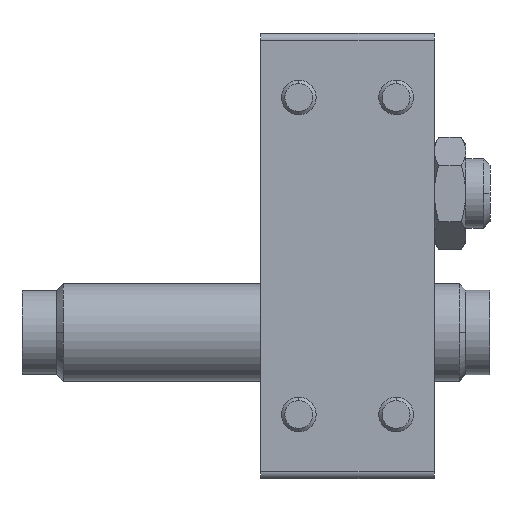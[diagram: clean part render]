
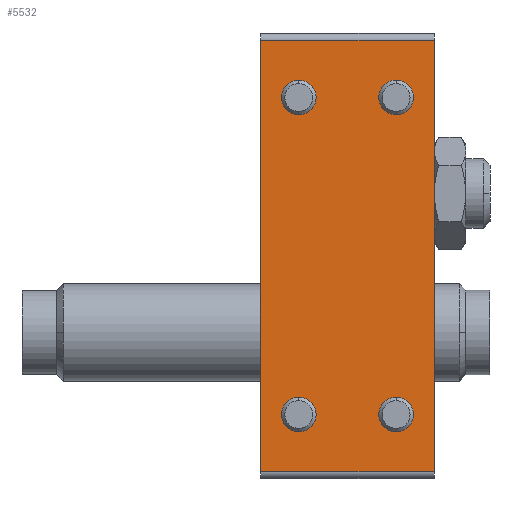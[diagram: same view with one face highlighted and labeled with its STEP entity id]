
A CAD part, front view. The second image highlights one B-rep face of the part: STEP entity #5532.
In plain terms, the highlighted planar face has unit normal (0, -1, 0).
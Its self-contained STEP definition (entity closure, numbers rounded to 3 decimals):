
#60 = CIRCLE ( 'NONE', #613, 2.5 ) ;
#69 = DIRECTION ( 'NONE',  ( -1., 0., 0. ) ) ;
#87 = DIRECTION ( 'NONE',  ( 0., 0., 1. ) ) ;
#98 = CARTESIAN_POINT ( 'NONE',  ( -25., 47., 31. ) ) ;
#176 = DIRECTION ( 'NONE',  ( 0., 1., 0. ) ) ;
#183 = EDGE_LOOP ( 'NONE', ( #1059, #1935 ) ) ;
#288 = CARTESIAN_POINT ( 'NONE',  ( -5.5, 47., 22.8 ) ) ;
#296 = AXIS2_PLACEMENT_3D ( 'NONE', #1306, #1272, #1256 ) ;
#298 = VECTOR ( 'NONE', #2969, 1000. ) ;
#348 = DIRECTION ( 'NONE',  ( 0., 0., -1. ) ) ;
#398 = DIRECTION ( 'NONE',  ( 0., -1., 0. ) ) ;
#431 = CARTESIAN_POINT ( 'NONE',  ( -25., 47., 31. ) ) ;
#482 = VERTEX_POINT ( 'NONE', #1111 ) ;
#521 = CIRCLE ( 'NONE', #296, 2.5 ) ;
#525 = EDGE_LOOP ( 'NONE', ( #2726, #3856 ) ) ;
#537 = VERTEX_POINT ( 'NONE', #1605 ) ;
#563 = DIRECTION ( 'NONE',  ( 0., 0., 1. ) ) ;
#613 = AXIS2_PLACEMENT_3D ( 'NONE', #3161, #3137, #3124 ) ;
#621 = DIRECTION ( 'NONE',  ( 0., 1., 0. ) ) ;
#626 = CARTESIAN_POINT ( 'NONE',  ( -19.5, 47., 22.8 ) ) ;
#643 = AXIS2_PLACEMENT_3D ( 'NONE', #4132, #4129, #4115 ) ;
#664 = PLANE ( 'NONE',  #5116 ) ;
#699 = CARTESIAN_POINT ( 'NONE',  ( -25., 47., 31. ) ) ;
#860 = DIRECTION ( 'NONE',  ( 1., 0., 0. ) ) ;
#971 = VECTOR ( 'NONE', #2953, 1000. ) ;
#1059 = ORIENTED_EDGE ( 'NONE', *, *, #1722, .T. ) ;
#1111 = CARTESIAN_POINT ( 'NONE',  ( -19.5, 47., -20.3 ) ) ;
#1121 = LINE ( 'NONE', #3225, #4334 ) ;
#1188 = FACE_BOUND ( 'NONE', #525, .T. ) ;
#1256 = DIRECTION ( 'NONE',  ( 0., 0., 1. ) ) ;
#1272 = DIRECTION ( 'NONE',  ( 0., 1., 0. ) ) ;
#1287 = AXIS2_PLACEMENT_3D ( 'NONE', #3779, #3726, #3719 ) ;
#1306 = CARTESIAN_POINT ( 'NONE',  ( -5.5, 47., -22.8 ) ) ;
#1363 = VERTEX_POINT ( 'NONE', #1625 ) ;
#1432 = CARTESIAN_POINT ( 'NONE',  ( 0., 47., 31. ) ) ;
#1438 = CIRCLE ( 'NONE', #643, 2.5 ) ;
#1493 = AXIS2_PLACEMENT_3D ( 'NONE', #2656, #3572, #3589 ) ;
#1605 = CARTESIAN_POINT ( 'NONE',  ( -5.5, 47., 25.3 ) ) ;
#1625 = CARTESIAN_POINT ( 'NONE',  ( -19.5, 47., 20.3 ) ) ;
#1710 = CARTESIAN_POINT ( 'NONE',  ( -5.5, 47., 20.3 ) ) ;
#1722 = EDGE_CURVE ( 'NONE', #2202, #2675, #4704, .T. ) ;
#1899 = VERTEX_POINT ( 'NONE', #5375 ) ;
#1935 = ORIENTED_EDGE ( 'NONE', *, *, #2764, .T. ) ;
#2070 = DIRECTION ( 'NONE',  ( 0., 0., 1. ) ) ;
#2095 = DIRECTION ( 'NONE',  ( 0., 1., 0. ) ) ;
#2108 = CARTESIAN_POINT ( 'NONE',  ( -19.5, 47., -22.8 ) ) ;
#2134 = LINE ( 'NONE', #2513, #971 ) ;
#2189 = EDGE_CURVE ( 'NONE', #482, #3669, #1438, .T. ) ;
#2194 = CIRCLE ( 'NONE', #2444, 2.5 ) ;
#2196 = FACE_BOUND ( 'NONE', #3401, .T. ) ;
#2202 = VERTEX_POINT ( 'NONE', #4373 ) ;
#2255 = EDGE_CURVE ( 'NONE', #1363, #2469, #3659, .T. ) ;
#2306 = CIRCLE ( 'NONE', #5580, 2.5 ) ;
#2329 = FACE_BOUND ( 'NONE', #183, .T. ) ;
#2368 = EDGE_CURVE ( 'NONE', #3888, #537, #60, .T. ) ;
#2444 = AXIS2_PLACEMENT_3D ( 'NONE', #2108, #2095, #2070 ) ;
#2469 = VERTEX_POINT ( 'NONE', #2947 ) ;
#2485 = AXIS2_PLACEMENT_3D ( 'NONE', #626, #621, #563 ) ;
#2513 = CARTESIAN_POINT ( 'NONE',  ( -25., 47., 31. ) ) ;
#2539 = ORIENTED_EDGE ( 'NONE', *, *, #4047, .T. ) ;
#2573 = LINE ( 'NONE', #2985, #298 ) ;
#2583 = EDGE_CURVE ( 'NONE', #3669, #482, #2194, .T. ) ;
#2656 = CARTESIAN_POINT ( 'NONE',  ( -5.5, 47., -22.8 ) ) ;
#2675 = VERTEX_POINT ( 'NONE', #4969 ) ;
#2726 = ORIENTED_EDGE ( 'NONE', *, *, #5183, .T. ) ;
#2727 = VERTEX_POINT ( 'NONE', #1432 ) ;
#2764 = EDGE_CURVE ( 'NONE', #2675, #2202, #521, .T. ) ;
#2790 = ORIENTED_EDGE ( 'NONE', *, *, #2837, .T. ) ;
#2837 = EDGE_CURVE ( 'NONE', #2469, #1363, #4571, .T. ) ;
#2947 = CARTESIAN_POINT ( 'NONE',  ( -19.5, 47., 25.3 ) ) ;
#2953 = DIRECTION ( 'NONE',  ( 0., 0., -1. ) ) ;
#2969 = DIRECTION ( 'NONE',  ( 0., 0., 1. ) ) ;
#2985 = CARTESIAN_POINT ( 'NONE',  ( 0., 47., 31. ) ) ;
#3065 = EDGE_LOOP ( 'NONE', ( #4016, #2539, #3470, #3820 ) ) ;
#3066 = EDGE_CURVE ( 'NONE', #1899, #2727, #2573, .T. ) ;
#3105 = VECTOR ( 'NONE', #69, 1000. ) ;
#3124 = DIRECTION ( 'NONE',  ( 0., 0., 1. ) ) ;
#3137 = DIRECTION ( 'NONE',  ( 0., 1., 0. ) ) ;
#3161 = CARTESIAN_POINT ( 'NONE',  ( -5.5, 47., 22.8 ) ) ;
#3225 = CARTESIAN_POINT ( 'NONE',  ( -25., 47., -31. ) ) ;
#3287 = ORIENTED_EDGE ( 'NONE', *, *, #2583, .T. ) ;
#3288 = VERTEX_POINT ( 'NONE', #3580 ) ;
#3395 = FACE_OUTER_BOUND ( 'NONE', #3065, .T. ) ;
#3401 = EDGE_LOOP ( 'NONE', ( #5036, #3287 ) ) ;
#3470 = ORIENTED_EDGE ( 'NONE', *, *, #3066, .T. ) ;
#3569 = EDGE_CURVE ( 'NONE', #2727, #5522, #5409, .T. ) ;
#3572 = DIRECTION ( 'NONE',  ( 0., 1., 0. ) ) ;
#3580 = CARTESIAN_POINT ( 'NONE',  ( -25., 47., -31. ) ) ;
#3589 = DIRECTION ( 'NONE',  ( 0., 0., 1. ) ) ;
#3659 = CIRCLE ( 'NONE', #1287, 2.5 ) ;
#3669 = VERTEX_POINT ( 'NONE', #3811 ) ;
#3719 = DIRECTION ( 'NONE',  ( 0., 0., 1. ) ) ;
#3726 = DIRECTION ( 'NONE',  ( 0., 1., 0. ) ) ;
#3779 = CARTESIAN_POINT ( 'NONE',  ( -19.5, 47., 22.8 ) ) ;
#3811 = CARTESIAN_POINT ( 'NONE',  ( -19.5, 47., -25.3 ) ) ;
#3820 = ORIENTED_EDGE ( 'NONE', *, *, #3569, .T. ) ;
#3856 = ORIENTED_EDGE ( 'NONE', *, *, #2368, .T. ) ;
#3888 = VERTEX_POINT ( 'NONE', #1710 ) ;
#3947 = EDGE_CURVE ( 'NONE', #5522, #3288, #2134, .T. ) ;
#4016 = ORIENTED_EDGE ( 'NONE', *, *, #3947, .T. ) ;
#4047 = EDGE_CURVE ( 'NONE', #3288, #1899, #1121, .T. ) ;
#4115 = DIRECTION ( 'NONE',  ( 0., 0., 1. ) ) ;
#4129 = DIRECTION ( 'NONE',  ( 0., 1., 0. ) ) ;
#4132 = CARTESIAN_POINT ( 'NONE',  ( -19.5, 47., -22.8 ) ) ;
#4334 = VECTOR ( 'NONE', #860, 1000. ) ;
#4373 = CARTESIAN_POINT ( 'NONE',  ( -5.5, 47., -20.3 ) ) ;
#4571 = CIRCLE ( 'NONE', #2485, 2.5 ) ;
#4704 = CIRCLE ( 'NONE', #1493, 2.5 ) ;
#4772 = EDGE_LOOP ( 'NONE', ( #2790, #4837 ) ) ;
#4837 = ORIENTED_EDGE ( 'NONE', *, *, #2255, .T. ) ;
#4969 = CARTESIAN_POINT ( 'NONE',  ( -5.5, 47., -25.3 ) ) ;
#5036 = ORIENTED_EDGE ( 'NONE', *, *, #2189, .T. ) ;
#5116 = AXIS2_PLACEMENT_3D ( 'NONE', #431, #398, #348 ) ;
#5183 = EDGE_CURVE ( 'NONE', #537, #3888, #2306, .T. ) ;
#5375 = CARTESIAN_POINT ( 'NONE',  ( 0., 47., -31. ) ) ;
#5409 = LINE ( 'NONE', #98, #3105 ) ;
#5522 = VERTEX_POINT ( 'NONE', #699 ) ;
#5523 = FACE_BOUND ( 'NONE', #4772, .T. ) ;
#5532 = ADVANCED_FACE ( 'NONE', ( #3395, #2329, #2196, #1188, #5523 ), #664, .T. ) ;
#5580 = AXIS2_PLACEMENT_3D ( 'NONE', #288, #176, #87 ) ;
